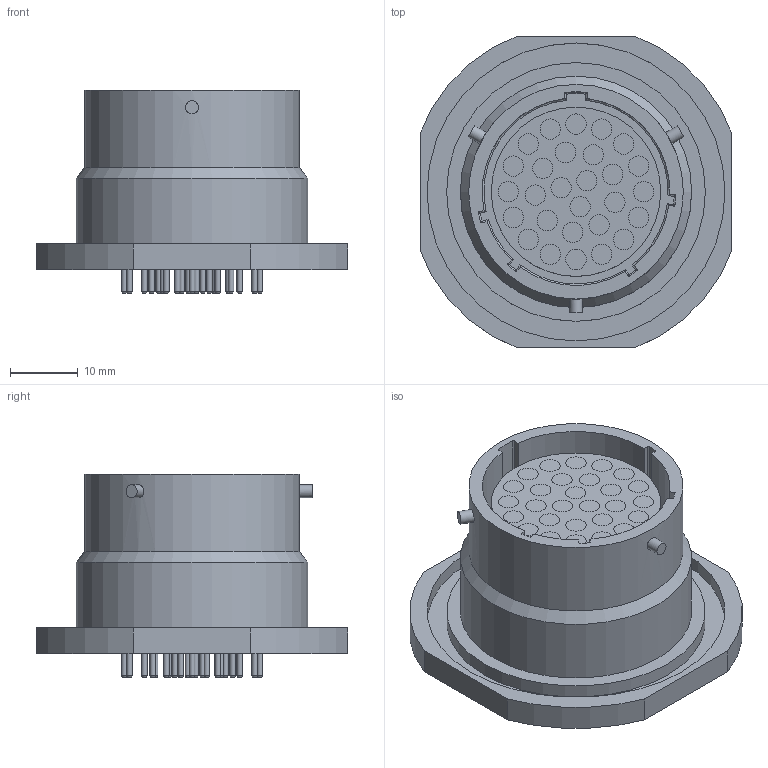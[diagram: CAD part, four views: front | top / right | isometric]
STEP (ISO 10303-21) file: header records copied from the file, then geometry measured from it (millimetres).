
FILE_DESCRIPTION(/* description */ (''),/* implementation_level */ '2;1');
FILE_NAME(/* name */ 'SOURIAU_UT072028S21E86T.stp',/* time_stamp */ '2016-03-04T11:33:58+01:00',/* author */ ('riccim'),/* organization */ (''),/* preprocessor_version */ 'ST-DEVELOPER v15.5',/* originating_system */ 'AutoCAD Mechanical',/* authorisation */ '');
FILE_SCHEMA (('AUTOMOTIVE_DESIGN { 1 0 10303 214 3 1 1 }'));
Length unit declared in the file: millimetre
Products named in the file (1): Product
Bounding box: 46.02 x 46.02 x 30.1 mm (x, y, z)
Volume: 22089.1 mm3; surface area: 12698.5 mm2
Topology: 59 solids, 59 shells, 346 faces, 541 edges, 348 vertices
Faces by surface type: plane 168, cylinder 128, cone 30, bspline 10, torus 10
Full cylindrical faces by diameter (mm): 0.85 x28, 1.89 x3, 3 x56, 25 x1, 26.47 x2, 31.7 x1, 34.16 x1, 38.2 x1, 44 x1
Entity records: 7334 total; most frequent: CARTESIAN_POINT 1585, DIRECTION 1294, ORIENTED_EDGE 768, AXIS2_PLACEMENT_3D 609, EDGE_LOOP 506, EDGE_CURVE 384, FACE_OUTER_BOUND 346, ADVANCED_FACE 346
